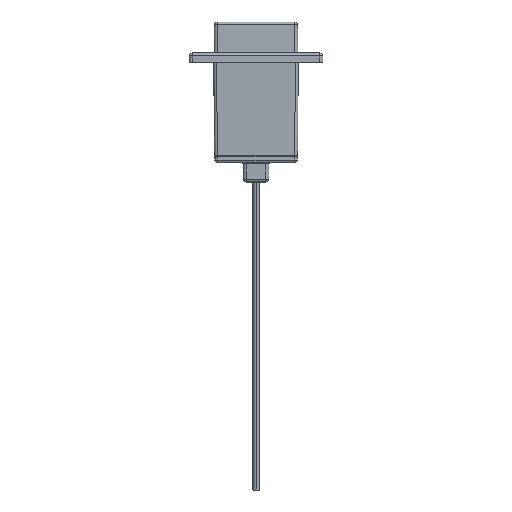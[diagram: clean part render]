
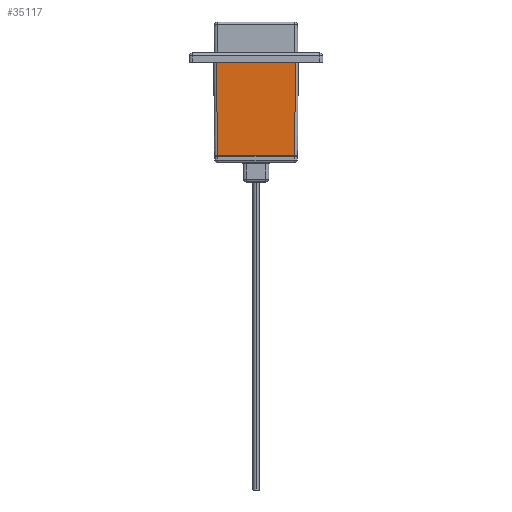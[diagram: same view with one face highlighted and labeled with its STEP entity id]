
A CAD part, left-side view. The second image highlights one B-rep face of the part: STEP entity #35117.
In plain terms, the highlighted planar face has unit normal (-1, 0, -0.009).
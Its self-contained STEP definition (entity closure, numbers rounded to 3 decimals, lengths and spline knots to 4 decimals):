
#2645 = CARTESIAN_POINT ( 'NONE',  ( -0.32, -0.405, -0.98 ) ) ;
#2669 = CARTESIAN_POINT ( 'NONE',  ( -0.32, 0.405, -0.98 ) ) ;
#2688 = LINE ( 'NONE', #2728, #2727 ) ;
#2726 = DIRECTION ( 'NONE',  ( 0., -1., 0. ) ) ;
#2727 = VECTOR ( 'NONE', #2726, 39.3701 ) ;
#2728 = CARTESIAN_POINT ( 'NONE',  ( -0.32, -0.435, -0.98 ) ) ;
#2810 = CARTESIAN_POINT ( 'NONE',  ( -0.3286, 0.4136, 0. ) ) ;
#2916 = CARTESIAN_POINT ( 'NONE',  ( -0.3286, -0.4136, 0. ) ) ;
#2919 = DIRECTION ( 'NONE',  ( 0., 1., 0. ) ) ;
#2920 = VECTOR ( 'NONE', #2919, 39.3701 ) ;
#2921 = CARTESIAN_POINT ( 'NONE',  ( -0.3286, -0.435, 0. ) ) ;
#2923 = LINE ( 'NONE', #2921, #2920 ) ;
#3013 = DIRECTION ( 'NONE',  ( -0.009, -0.009, 1. ) ) ;
#3014 = VECTOR ( 'NONE', #3013, 39.3701 ) ;
#3015 = CARTESIAN_POINT ( 'NONE',  ( -0.3286, -0.4136, 0.0003 ) ) ;
#3016 = LINE ( 'NONE', #3015, #3014 ) ;
#3028 = CARTESIAN_POINT ( 'NONE',  ( -0.32, -0.435, -0.98 ) ) ;
#3038 = AXIS2_PLACEMENT_3D ( 'NONE', #3028, #3093, #3092 ) ;
#3039 = DIRECTION ( 'NONE',  ( 0.009, -0.009, -1. ) ) ;
#3040 = VECTOR ( 'NONE', #3039, 39.3701 ) ;
#3041 = CARTESIAN_POINT ( 'NONE',  ( -0.3199, 0.4049, -0.9873 ) ) ;
#3042 = LINE ( 'NONE', #3041, #3040 ) ;
#3051 = FACE_OUTER_BOUND ( 'NONE', #35095, .T. ) ;
#3054 = PLANE ( 'NONE',  #3038 ) ;
#3092 = DIRECTION ( 'NONE',  ( -0.009, 0., 1. ) ) ;
#3093 = DIRECTION ( 'NONE',  ( -1., 0., -0.009 ) ) ;
#34912 = VERTEX_POINT ( 'NONE', #2645 ) ;
#34938 = EDGE_CURVE ( 'NONE', #34939, #34912, #2688, .T. ) ;
#34939 = VERTEX_POINT ( 'NONE', #2669 ) ;
#35015 = VERTEX_POINT ( 'NONE', #2810 ) ;
#35051 = EDGE_CURVE ( 'NONE', #35054, #35015, #2923, .T. ) ;
#35054 = VERTEX_POINT ( 'NONE', #2916 ) ;
#35088 = EDGE_CURVE ( 'NONE', #34912, #35054, #3016, .T. ) ;
#35095 = EDGE_LOOP ( 'NONE', ( #35109, #35116, #35098, #35118 ) ) ;
#35098 = ORIENTED_EDGE ( 'NONE', *, *, #35051, .T. ) ;
#35109 = ORIENTED_EDGE ( 'NONE', *, *, #34938, .T. ) ;
#35111 = EDGE_CURVE ( 'NONE', #35015, #34939, #3042, .T. ) ;
#35116 = ORIENTED_EDGE ( 'NONE', *, *, #35088, .T. ) ;
#35117 = ADVANCED_FACE ( 'NONE', ( #3051 ), #3054, .T. ) ;
#35118 = ORIENTED_EDGE ( 'NONE', *, *, #35111, .T. ) ;
